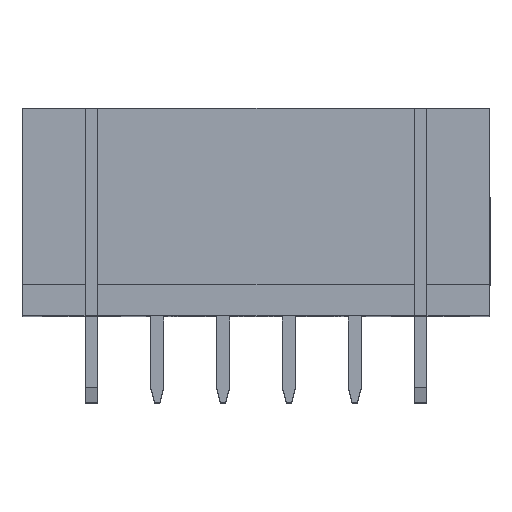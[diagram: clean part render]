
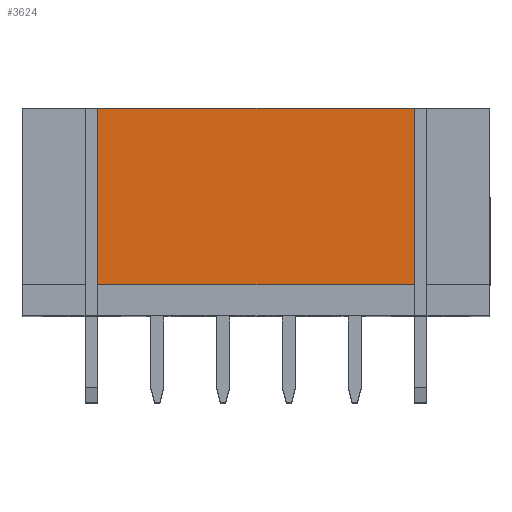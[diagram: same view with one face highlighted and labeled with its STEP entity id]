
A CAD part, top view. The second image highlights one B-rep face of the part: STEP entity #3624.
In plain terms, the highlighted planar face has unit normal (0, 0, 1).
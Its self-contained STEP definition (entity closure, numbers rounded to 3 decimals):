
#45 = LINE ( 'NONE', #20220, #9473 ) ;
#476 = VERTEX_POINT ( 'NONE', #15579 ) ;
#1367 = LINE ( 'NONE', #16952, #11647 ) ;
#1990 = DIRECTION ( 'NONE',  ( 1., 0., 0. ) ) ;
#3450 = EDGE_CURVE ( 'NONE', #16609, #15954, #1367, .T. ) ;
#3624 = ADVANCED_FACE ( 'NONE', ( #10375 ), #17220, .F. ) ;
#4101 = DIRECTION ( 'NONE',  ( 0., 1., 0. ) ) ;
#4311 = CARTESIAN_POINT ( 'NONE',  ( 9.025, 8., 10.3 ) ) ;
#6214 = VECTOR ( 'NONE', #1990, 1000. ) ;
#6384 = CARTESIAN_POINT ( 'NONE',  ( -6.095, 0., 10.3 ) ) ;
#6714 = VERTEX_POINT ( 'NONE', #8714 ) ;
#7634 = ORIENTED_EDGE ( 'NONE', *, *, #21248, .F. ) ;
#7946 = ORIENTED_EDGE ( 'NONE', *, *, #17187, .F. ) ;
#8000 = ORIENTED_EDGE ( 'NONE', *, *, #10748, .F. ) ;
#8004 = DIRECTION ( 'NONE',  ( -1., 0., 0. ) ) ;
#8703 = LINE ( 'NONE', #6384, #9984 ) ;
#8714 = CARTESIAN_POINT ( 'NONE',  ( -6.095, 8., 10.3 ) ) ;
#9473 = VECTOR ( 'NONE', #17950, 1000. ) ;
#9984 = VECTOR ( 'NONE', #4101, 1000. ) ;
#10295 = DIRECTION ( 'NONE',  ( 0., 0., -1. ) ) ;
#10375 = FACE_OUTER_BOUND ( 'NONE', #20314, .T. ) ;
#10748 = EDGE_CURVE ( 'NONE', #476, #6714, #8703, .T. ) ;
#10918 = AXIS2_PLACEMENT_3D ( 'NONE', #12623, #10295, #8004 ) ;
#11647 = VECTOR ( 'NONE', #14658, 1000. ) ;
#12623 = CARTESIAN_POINT ( 'NONE',  ( 9.025, 8., 10.3 ) ) ;
#13525 = LINE ( 'NONE', #4311, #6214 ) ;
#14234 = ORIENTED_EDGE ( 'NONE', *, *, #3450, .T. ) ;
#14658 = DIRECTION ( 'NONE',  ( 0., 1., 0. ) ) ;
#14735 = CARTESIAN_POINT ( 'NONE',  ( 6.095, 8., 10.3 ) ) ;
#15579 = CARTESIAN_POINT ( 'NONE',  ( -6.095, 1.2, 10.3 ) ) ;
#15954 = VERTEX_POINT ( 'NONE', #14735 ) ;
#16609 = VERTEX_POINT ( 'NONE', #17955 ) ;
#16952 = CARTESIAN_POINT ( 'NONE',  ( 6.095, 0., 10.3 ) ) ;
#17187 = EDGE_CURVE ( 'NONE', #6714, #15954, #13525, .T. ) ;
#17220 = PLANE ( 'NONE',  #10918 ) ;
#17950 = DIRECTION ( 'NONE',  ( -1., 0., 0. ) ) ;
#17955 = CARTESIAN_POINT ( 'NONE',  ( 6.095, 1.2, 10.3 ) ) ;
#20220 = CARTESIAN_POINT ( 'NONE',  ( -9.025, 1.2, 10.3 ) ) ;
#20314 = EDGE_LOOP ( 'NONE', ( #8000, #7634, #14234, #7946 ) ) ;
#21248 = EDGE_CURVE ( 'NONE', #16609, #476, #45, .T. ) ;
